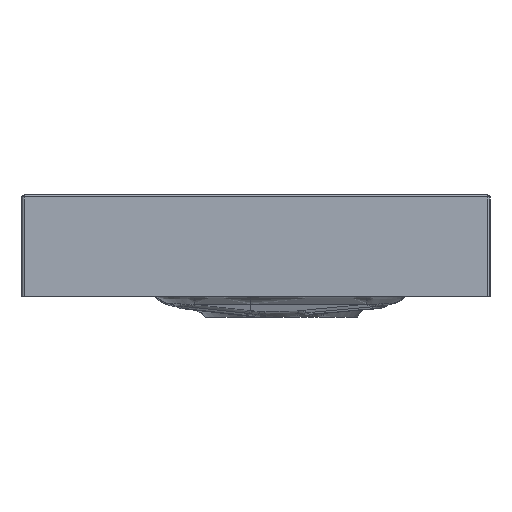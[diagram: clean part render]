
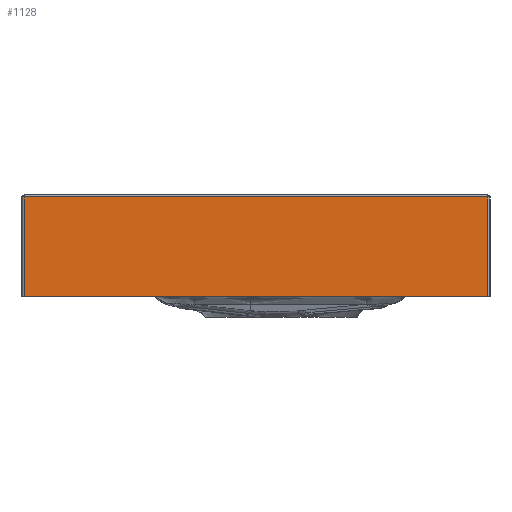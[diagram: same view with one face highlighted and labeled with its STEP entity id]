
A CAD part, left-side view. The second image highlights one B-rep face of the part: STEP entity #1128.
In plain terms, the highlighted planar face has unit normal (-1, 0, 0).
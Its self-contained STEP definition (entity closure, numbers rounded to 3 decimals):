
#641=FACE_OUTER_BOUND('',#2076,.T.);
#1128=ADVANCED_FACE('',(#641),#1457,.T.);
#1457=PLANE('',#6916);
#2076=EDGE_LOOP('',(#3619,#3620,#3621,#3622));
#3619=ORIENTED_EDGE('',*,*,#5962,.T.);
#3620=ORIENTED_EDGE('',*,*,#5963,.T.);
#3621=ORIENTED_EDGE('',*,*,#5964,.T.);
#3622=ORIENTED_EDGE('',*,*,#5965,.F.);
#5243=VERTEX_POINT('',#47241);
#5244=VERTEX_POINT('',#47242);
#5245=VERTEX_POINT('',#47244);
#5246=VERTEX_POINT('',#47246);
#5962=EDGE_CURVE('',#5243,#5244,#6604,.T.);
#5963=EDGE_CURVE('',#5244,#5245,#6605,.T.);
#5964=EDGE_CURVE('',#5245,#5246,#6606,.T.);
#5965=EDGE_CURVE('',#5243,#5246,#6607,.T.);
#6604=LINE('',#47240,#6712);
#6605=LINE('',#47243,#6713);
#6606=LINE('',#47245,#6714);
#6607=LINE('',#47247,#6715);
#6712=VECTOR('',#7676,1.);
#6713=VECTOR('',#7677,1.);
#6714=VECTOR('',#7678,1.);
#6715=VECTOR('',#7679,1.);
#6916=AXIS2_PLACEMENT_3D('',#47248,#7680,#7681);
#7676=DIRECTION('',(0.,0.,1.));
#7677=DIRECTION('',(0.,1.,0.));
#7678=DIRECTION('',(0.,0.,-1.));
#7679=DIRECTION('',(0.,1.,0.));
#7680=DIRECTION('',(-1.,0.,0.));
#7681=DIRECTION('',(0.,-1.,0.));
#47240=CARTESIAN_POINT('',(-352.5,-233.,90.));
#47241=CARTESIAN_POINT('',(-352.5,-233.,5.));
#47242=CARTESIAN_POINT('',(-352.5,-233.,103.));
#47243=CARTESIAN_POINT('',(-352.5,225.,103.));
#47244=CARTESIAN_POINT('',(-352.5,223.,103.));
#47245=CARTESIAN_POINT('',(-352.5,223.,90.));
#47246=CARTESIAN_POINT('',(-352.5,223.,5.));
#47247=CARTESIAN_POINT('',(-352.5,-235.,5.));
#47248=CARTESIAN_POINT('',(-352.5,225.,90.));
